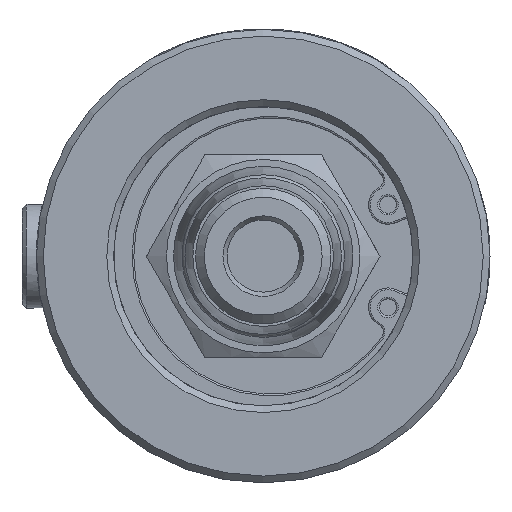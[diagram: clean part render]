
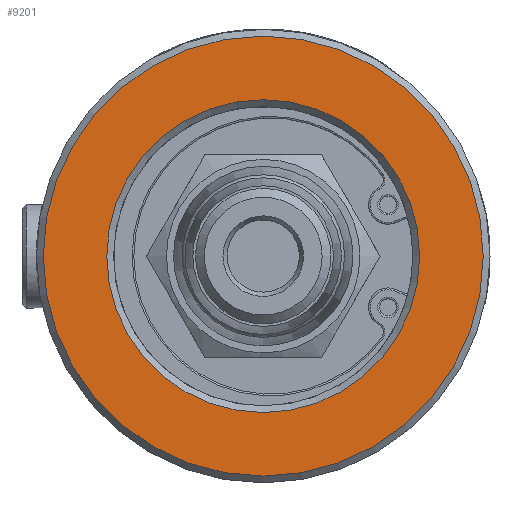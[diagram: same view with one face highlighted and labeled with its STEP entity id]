
A CAD part, left-side view. The second image highlights one B-rep face of the part: STEP entity #9201.
In plain terms, the highlighted planar face has unit normal (-1, 0, 0).
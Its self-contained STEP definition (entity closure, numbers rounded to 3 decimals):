
#602=FACE_BOUND('',#2666,.T.);
#711=PLANE('',#9918);
#2111=FACE_OUTER_BOUND('',#2665,.T.);
#2665=EDGE_LOOP('',(#6558,#6559));
#2666=EDGE_LOOP('',(#6560,#6561));
#3324=CIRCLE('',#9916,18.435);
#3325=CIRCLE('',#9917,18.435);
#3326=CIRCLE('',#9919,25.925);
#3327=CIRCLE('',#9920,25.925);
#3863=VERTEX_POINT('',#13911);
#3864=VERTEX_POINT('',#13913);
#3865=VERTEX_POINT('',#13917);
#3866=VERTEX_POINT('',#13918);
#4902=EDGE_CURVE('',#3864,#3863,#3324,.T.);
#4903=EDGE_CURVE('',#3863,#3864,#3325,.T.);
#4904=EDGE_CURVE('',#3865,#3866,#3326,.T.);
#4905=EDGE_CURVE('',#3866,#3865,#3327,.T.);
#6558=ORIENTED_EDGE('',*,*,#4904,.F.);
#6559=ORIENTED_EDGE('',*,*,#4905,.F.);
#6560=ORIENTED_EDGE('',*,*,#4902,.T.);
#6561=ORIENTED_EDGE('',*,*,#4903,.T.);
#9201=ADVANCED_FACE('',(#2111,#602),#711,.T.);
#9916=AXIS2_PLACEMENT_3D('',#13914,#11164,#11165);
#9917=AXIS2_PLACEMENT_3D('',#13915,#11166,#11167);
#9918=AXIS2_PLACEMENT_3D('',#13916,#11168,#11169);
#9919=AXIS2_PLACEMENT_3D('',#13919,#11170,#11171);
#9920=AXIS2_PLACEMENT_3D('',#13920,#11172,#11173);
#11164=DIRECTION('center_axis',(1.,0.,0.));
#11165=DIRECTION('ref_axis',(0.,1.,0.));
#11166=DIRECTION('center_axis',(1.,0.,0.));
#11167=DIRECTION('ref_axis',(0.,1.,0.));
#11168=DIRECTION('center_axis',(-1.,0.,0.));
#11169=DIRECTION('ref_axis',(0.,0.,1.));
#11170=DIRECTION('center_axis',(1.,0.,0.));
#11171=DIRECTION('ref_axis',(0.,1.,0.));
#11172=DIRECTION('center_axis',(1.,0.,0.));
#11173=DIRECTION('ref_axis',(0.,1.,0.));
#13911=CARTESIAN_POINT('',(0.,-18.435,0.));
#13913=CARTESIAN_POINT('',(0.,18.435,0.));
#13914=CARTESIAN_POINT('Origin',(0.,0.,0.));
#13915=CARTESIAN_POINT('Origin',(0.,0.,0.));
#13916=CARTESIAN_POINT('Origin',(0.,12.963,0.));
#13917=CARTESIAN_POINT('',(0.,25.925,0.));
#13918=CARTESIAN_POINT('',(0.,-25.925,0.));
#13919=CARTESIAN_POINT('Origin',(0.,0.,0.));
#13920=CARTESIAN_POINT('Origin',(0.,0.,0.));
